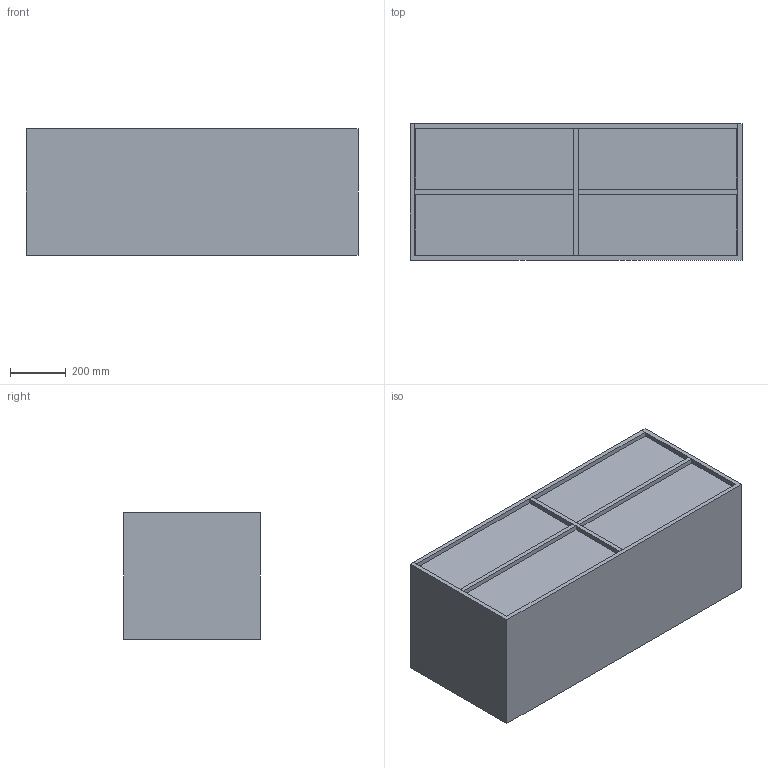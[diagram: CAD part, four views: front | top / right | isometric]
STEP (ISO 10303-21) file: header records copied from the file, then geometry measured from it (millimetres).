
FILE_DESCRIPTION (( 'STEP AP214' ), '1' );
FILE_NAME ('Kado Aspect 1200W.STEP', '2022-04-26T00:08:15', ( '' ), ( '' ), 'SwSTEP 2.0', 'SolidWorks 2018', '' );
FILE_SCHEMA (( 'AUTOMOTIVE_DESIGN' ));
Length unit declared in the file: millimetre
Products named in the file (1): Kado Aspect 1200W
Bounding box: 1190 x 490 x 455 mm (x, y, z)
Volume: 53148130.9 mm3; surface area: 8313586.9 mm2
Topology: 28 solids, 28 shells, 300 faces, 732 edges, 488 vertices
Faces by surface type: plane 300
Entity records: 11181 total; most frequent: CARTESIAN_POINT 1521, ORIENTED_EDGE 1464, DIRECTION 1334, LINE 732, EDGE_CURVE 732, VECTOR 732, VERTEX_POINT 488, AXIS2_PLACEMENT_3D 301
